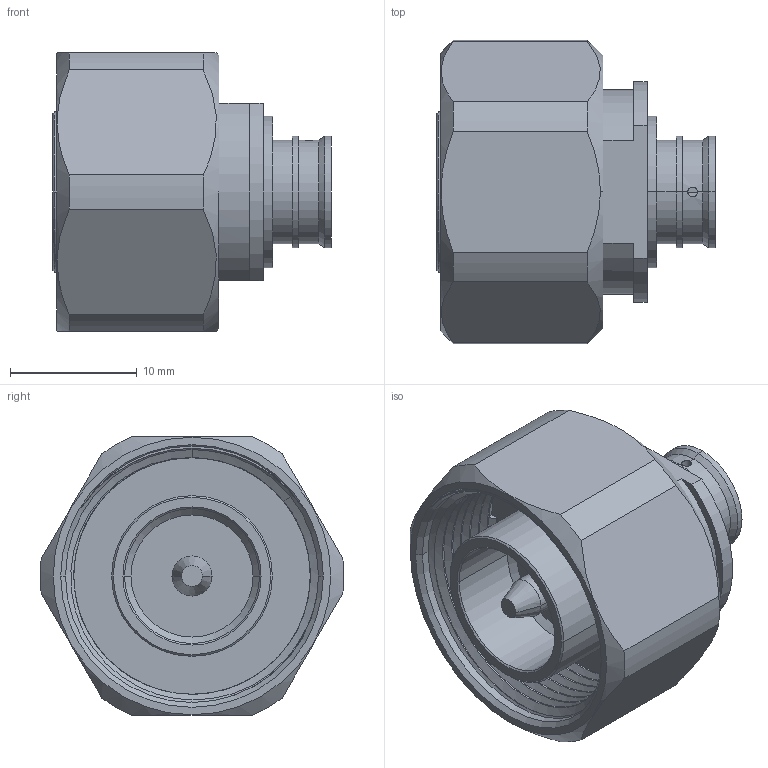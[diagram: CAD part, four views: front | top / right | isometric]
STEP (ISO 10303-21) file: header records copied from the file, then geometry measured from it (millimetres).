
FILE_DESCRIPTION (( 'STEP AP214' ), '1' );
FILE_NAME ('FMCN1694.step', '2021-01-28T21:28:44', ( '' ), ( '' ), 'SwSTEP 2.0', 'SolidWorks 2018', '' );
FILE_SCHEMA (( 'AUTOMOTIVE_DESIGN' ));
Length unit declared in the file: inch
Products named in the file (1): FMCN1694
Bounding box: 21.99 x 23.98 x 22 mm (x, y, z)
Volume: 4233.9 mm3; surface area: 3944.4 mm2
Topology: 1 solids, 2 shells, 105 faces, 254 edges, 163 vertices
Faces by surface type: cylinder 54, plane 28, cone 20, bspline 3
Entity records: 4562 total; most frequent: CARTESIAN_POINT 2129, ORIENTED_EDGE 508, DIRECTION 499, EDGE_CURVE 254, AXIS2_PLACEMENT_3D 200, VERTEX_POINT 163, EDGE_LOOP 117, ADVANCED_FACE 105
